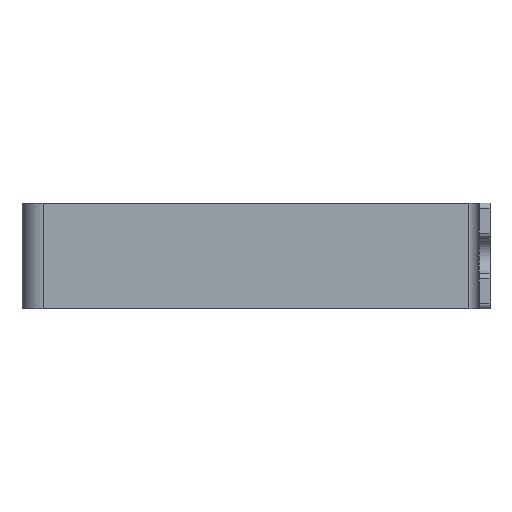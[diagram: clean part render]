
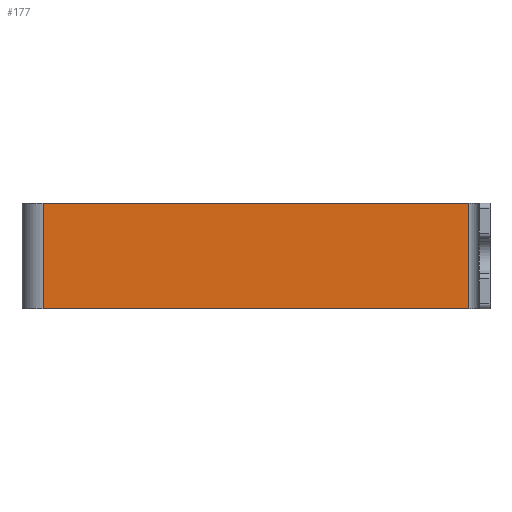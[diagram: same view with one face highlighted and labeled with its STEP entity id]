
A CAD part, left-side view. The second image highlights one B-rep face of the part: STEP entity #177.
In plain terms, the highlighted planar face has unit normal (-1, 0, 0).
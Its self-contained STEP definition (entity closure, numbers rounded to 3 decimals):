
#177=ADVANCED_FACE('Pad.4',(#474),#475,.T.);
#307=EDGE_CURVE('EdgeFillet.3',#666,#663,#669,.T.);
#309=EDGE_CURVE('EdgeFillet.5',#671,#672,#673,.F.);
#311=EDGE_CURVE('Pad.4',#671,#663,#675,.F.);
#313=EDGE_CURVE('Pad.4',#672,#666,#677,.F.);
#474=FACE_OUTER_BOUND('',#858,.T.);
#475=PLANE('',#859);
#663=VERTEX_POINT('',#1102);
#666=VERTEX_POINT('',#1106);
#669=LINE('',#1110,#1111);
#671=VERTEX_POINT('',#1114);
#672=VERTEX_POINT('',#1115);
#673=LINE('',#1116,#1117);
#675=LINE('',#1120,#1121);
#677=LINE('',#1124,#1125);
#858=EDGE_LOOP('',(#1451,#1452,#1453,#1454));
#859=AXIS2_PLACEMENT_3D('',#1455,#1456,#1457);
#1102=CARTESIAN_POINT('',(0.0,253.0,60.0));
#1106=CARTESIAN_POINT('',(0.0,253.0,0.0));
#1110=CARTESIAN_POINT('',(0.0,253.0,30.0));
#1111=VECTOR('',#1790,1.0);
#1114=CARTESIAN_POINT('',(0.0,12.,60.0));
#1115=CARTESIAN_POINT('',(0.0,12.,0.0));
#1116=CARTESIAN_POINT('',(0.0,12.,30.0));
#1117=VECTOR('',#1791,1.0);
#1120=CARTESIAN_POINT('',(0.0,132.5,60.0));
#1121=VECTOR('',#1792,1.0);
#1124=CARTESIAN_POINT('',(0.0,132.5,0.0));
#1125=VECTOR('',#1793,1.0);
#1451=ORIENTED_EDGE('',*,*,#309,.F.);
#1452=ORIENTED_EDGE('',*,*,#311,.T.);
#1453=ORIENTED_EDGE('',*,*,#307,.F.);
#1454=ORIENTED_EDGE('',*,*,#313,.F.);
#1455=CARTESIAN_POINT('',(0.0,265.0,0.0));
#1456=DIRECTION('',(-1.0,0.0,0.0));
#1457=DIRECTION('',(0.0,0.0,1.0));
#1790=DIRECTION('',(0.0,0.0,1.0));
#1791=DIRECTION('',(0.0,0.0,1.0));
#1792=DIRECTION('',(0.0,-1.0,0.0));
#1793=DIRECTION('',(0.0,-1.0,0.0));
